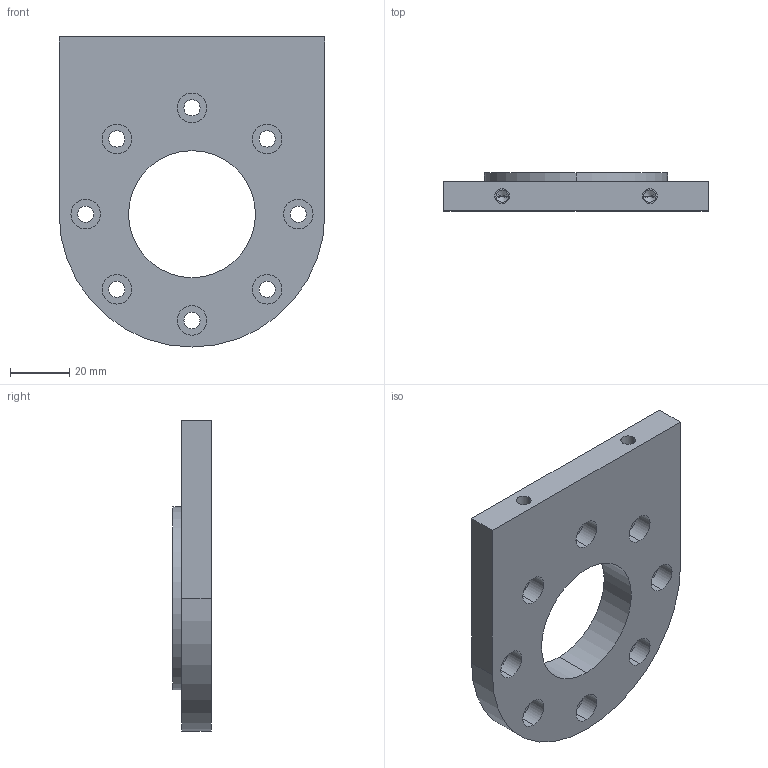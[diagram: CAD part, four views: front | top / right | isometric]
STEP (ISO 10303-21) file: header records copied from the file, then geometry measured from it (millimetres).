
FILE_DESCRIPTION (( 'STEP AP203' ), '1' );
FILE_NAME ('FRA262v4-Rotor Housing Cover Plate.STEP', '2025-03-04T21:20:38', ( '' ), ( '' ), 'SwSTEP 2.0', 'SolidWorks 2024', '' );
FILE_SCHEMA (( 'CONFIG_CONTROL_DESIGN' ));
Length unit declared in the file: millimetre
Products named in the file (1): FRA262v4-Rotor Housing Cover Plate
Bounding box: 90 x 13 x 105 mm (x, y, z)
Volume: 70810.9 mm3; surface area: 22219.6 mm2
Topology: 1 solids, 1 shells, 66 faces, 155 edges, 100 vertices
Faces by surface type: cylinder 46, plane 16, cone 4
Entity records: 2024 total; most frequent: DIRECTION 377, CARTESIAN_POINT 318, ORIENTED_EDGE 302, AXIS2_PLACEMENT_3D 159, EDGE_CURVE 151, VERTEX_POINT 100, EDGE_LOOP 97, CIRCLE 92
